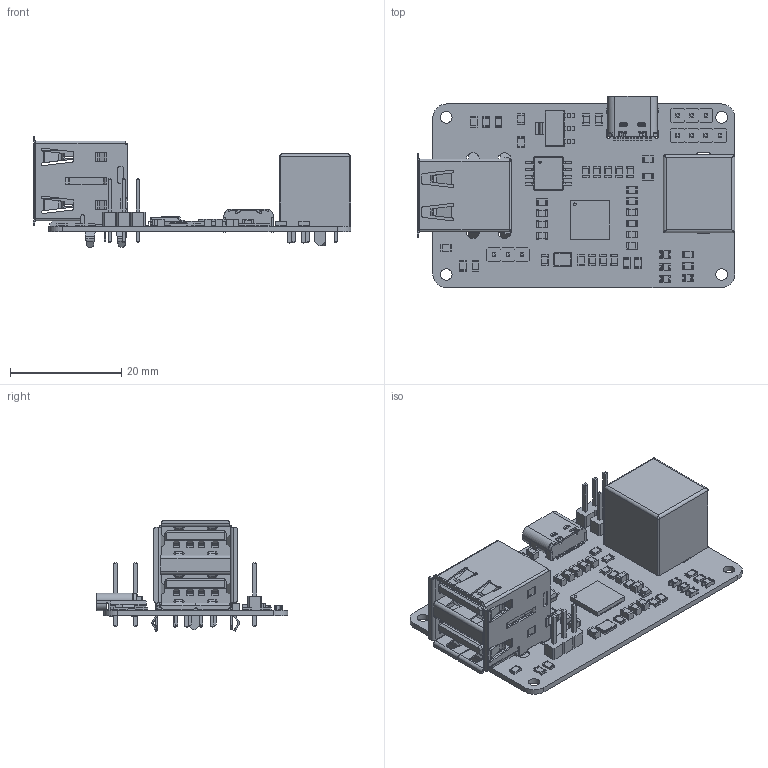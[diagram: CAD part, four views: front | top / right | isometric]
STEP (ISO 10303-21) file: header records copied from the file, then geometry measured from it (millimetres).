
FILE_DESCRIPTION(('KiCad electronic assembly'),'2;1');
FILE_NAME('usb2ps2.step','2024-12-08T23:32:49',('Pcbnew'),('Kicad'), 'Open CASCADE STEP processor 7.7','KiCad to STEP converter','Unknown' );
FILE_SCHEMA(('AUTOMOTIVE_DESIGN { 1 0 10303 214 1 1 1 1 }'));
Length unit declared in the file: millimetre
Products named in the file (38): usb2ps2 1; C_0805_2012Metric; R_0805_2012Metric; PinHeader_1x04_P2.54mm_Vertical; PinHeader_1x04_P254mm_Vertical; PinHeader_1x03_P2.54mm_Vertical; PinHeader_1x03_P254mm_Vertical; USB1035-GF-P-0-B-B; Mini-DIN-6P; SKT; SHELL; PIN1; PIN2; PIN3; PIN4; PIN5; PIN6; LED_0805_2012Metric; Crystal_SMD_3225-4Pin_3.2x2.5mm; SO-8_5.3x6.2mm_P1.27mm; SO_8_53x62mm_P127mm; HRO_TYPE-C-31-M-12; ConPins; PcbPins; Mold; Frame; QFN-56-1EP_7x7mm_P0.4mm_EP5.6x5.6mm; QFN-56-1EP_7x7mm_Pitch0.4mm; D_0805_2012Metric; D_0805; SOT-223; SOT_223; _autosave-usb2ps2_PCB
Assembly tree (74 placements, depth 3):
  usb2ps2 1
    C_0805_2012Metric  x16
      C_0805_2012Metric
    R_0805_2012Metric  x18
      R_0805_2012Metric
    PinHeader_1x04_P2.54mm_Vertical
      PinHeader_1x04_P254mm_Vertical
    PinHeader_1x03_P2.54mm_Vertical  x2
      PinHeader_1x03_P254mm_Vertical
    USB1035-GF-P-0-B-B
      USB1035-GF-P-0-B-B
    Mini-DIN-6P
      SKT
      SHELL
      PIN1
      PIN2
      PIN3
      PIN4
      PIN5
      PIN6
    LED_0805_2012Metric  x2
      LED_0805_2012Metric
    Crystal_SMD_3225-4Pin_3.2x2.5mm
      Crystal_SMD_3225-4Pin_3.2x2.5mm
    SO-8_5.3x6.2mm_P1.27mm
      SO_8_53x62mm_P127mm
    HRO_TYPE-C-31-M-12
      ConPins
      PcbPins
      Mold
      Frame
    QFN-56-1EP_7x7mm_P0.4mm_EP5.6x5.6mm
      QFN-56-1EP_7x7mm_Pitch0.4mm
    D_0805_2012Metric  x4
      D_0805
    SOT-223
      SOT_223
    _autosave-usb2ps2_PCB
Bounding box: 57.25 x 34.5 x 19.89 mm (x, y, z)
Volume: 6644.5 mm3; surface area: 11897.5 mm2
Topology: 79 solids, 79 shells, 3631 faces, 9610 edges, 6172 vertices
Faces by surface type: plane 2483, cylinder 1028, bspline 52, sphere 32, torus 26, cone 10
Full cylindrical faces by diameter (mm): 0.35 x9, 0.4 x1, 0.5 x3, 0.65 x2, 0.8 x6, 0.92 x8, 1 x16, 2.1 x4, 2.3 x4, 8.8 x1, 9.2 x1
Entity records: 91083 total; most frequent: CARTESIAN_POINT 14596, ORIENTED_EDGE 13402, DIRECTION 12795, EDGE_CURVE 6701, LINE 5249, VECTOR 5249, VERTEX_POINT 4290, AXIS2_PLACEMENT_3D 3773
